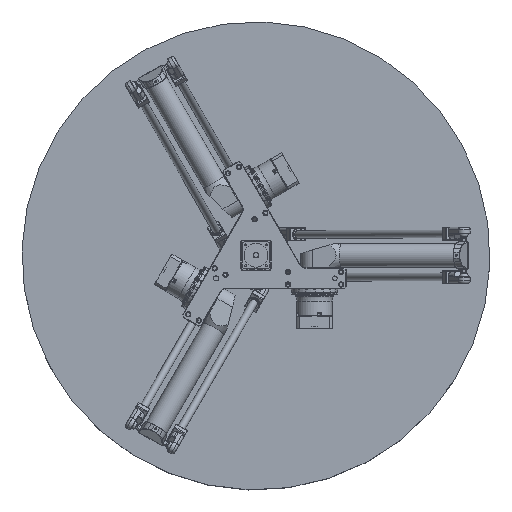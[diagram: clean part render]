
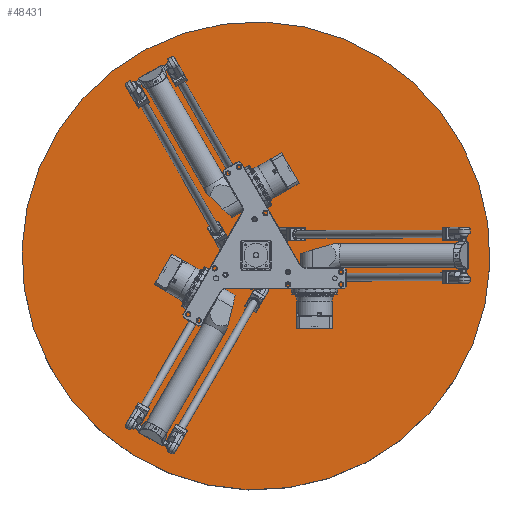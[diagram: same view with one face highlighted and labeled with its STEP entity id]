
A CAD part, top view. The second image highlights one B-rep face of the part: STEP entity #48431.
In plain terms, the highlighted face is planar.
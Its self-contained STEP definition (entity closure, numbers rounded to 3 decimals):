
#4863=PLANE('',#51796);
#6616=FACE_OUTER_BOUND('',#9571,.T.);
#9571=EDGE_LOOP('',(#34135));
#20601=CIRCLE('',#51794,600.);
#22850=VERTEX_POINT('',#71264);
#27297=EDGE_CURVE('',#22850,#22850,#20601,.T.);
#34135=ORIENTED_EDGE('',*,*,#27297,.T.);
#48431=ADVANCED_FACE('',(#6616),#4863,.T.);
#51794=AXIS2_PLACEMENT_3D('',#71265,#57019,#57020);
#51796=AXIS2_PLACEMENT_3D('',#71269,#57024,#57025);
#57019=DIRECTION('center_axis',(0.,1.,0.));
#57020=DIRECTION('ref_axis',(-1.,0.,0.));
#57024=DIRECTION('center_axis',(0.,1.,0.));
#57025=DIRECTION('ref_axis',(0.,0.,1.));
#71264=CARTESIAN_POINT('',(600.,250.,0.));
#71265=CARTESIAN_POINT('Origin',(0.,250.,0.));
#71269=CARTESIAN_POINT('Origin',(-300.,250.,0.));
